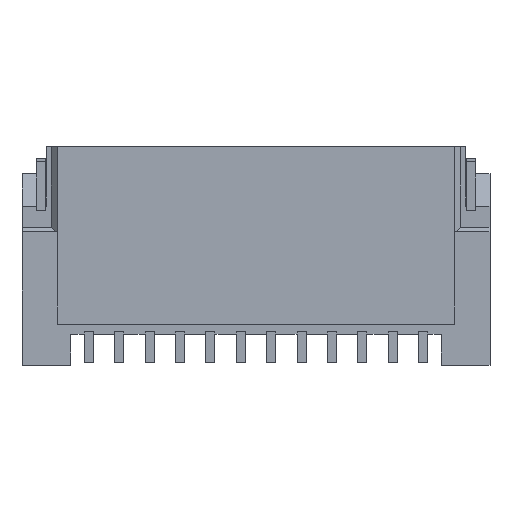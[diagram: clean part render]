
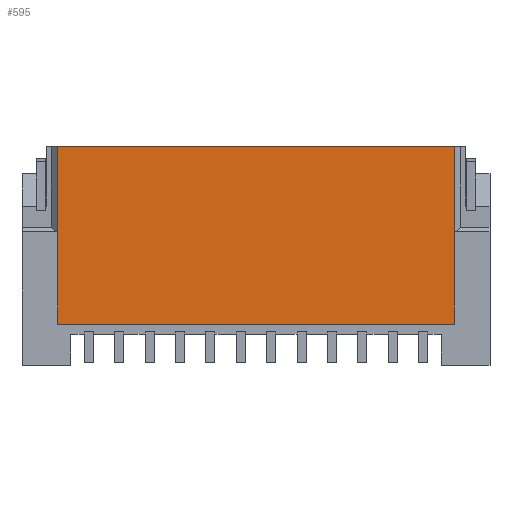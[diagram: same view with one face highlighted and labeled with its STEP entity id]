
A CAD part, front view. The second image highlights one B-rep face of the part: STEP entity #595.
In plain terms, the highlighted planar face has unit normal (0, -1, 0).
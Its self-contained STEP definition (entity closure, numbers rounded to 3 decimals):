
#595=ADVANCED_FACE('',(#1730),#1731,.T.);
#1730=FACE_OUTER_BOUND('',#2907,.T.);
#1731=PLANE('',#2908);
#2907=EDGE_LOOP('',(#7266,#7267,#7268,#7269,#7270,#7271));
#2908=AXIS2_PLACEMENT_3D('',#7272,#7273,#7274);
#7266=ORIENTED_EDGE('',*,*,#9113,.F.);
#7267=ORIENTED_EDGE('',*,*,#8463,.F.);
#7268=ORIENTED_EDGE('',*,*,#9112,.T.);
#7269=ORIENTED_EDGE('',*,*,#9114,.F.);
#7270=ORIENTED_EDGE('',*,*,#9115,.F.);
#7271=ORIENTED_EDGE('',*,*,#9116,.T.);
#7272=CARTESIAN_POINT('',(-3.85,0.0,0.0));
#7273=DIRECTION('',(0.0,-1.0,0.0));
#7274=DIRECTION('',(0.0,0.0,-1.0));
#8463=EDGE_CURVE('',#10593,#10595,#10596,.T.);
#9112=EDGE_CURVE('',#10593,#11604,#11606,.T.);
#9113=EDGE_CURVE('',#10595,#11607,#11608,.T.);
#9114=EDGE_CURVE('',#11609,#11604,#11610,.T.);
#9115=EDGE_CURVE('',#11611,#11609,#11612,.T.);
#9116=EDGE_CURVE('',#11611,#11607,#11613,.T.);
#10593=VERTEX_POINT('',#13775);
#10595=VERTEX_POINT('',#13778);
#10596=LINE('',#13779,#13780);
#11604=VERTEX_POINT('',#15375);
#11606=LINE('',#15378,#15379);
#11607=VERTEX_POINT('',#15380);
#11608=LINE('',#15381,#15382);
#11609=VERTEX_POINT('',#15383);
#11610=LINE('',#15384,#15385);
#11611=VERTEX_POINT('',#15386);
#11612=LINE('',#15387,#15388);
#11613=LINE('',#15389,#15390);
#13775=CARTESIAN_POINT('',(-3.26,0.0,0.0));
#13778=CARTESIAN_POINT('',(3.26,0.0,0.0));
#13779=CARTESIAN_POINT('',(-3.26,0.0,0.0));
#13780=VECTOR('',#16317,6.52);
#15375=CARTESIAN_POINT('',(-3.26,0.0,-1.4));
#15378=CARTESIAN_POINT('',(-3.26,0.0,0.0));
#15379=VECTOR('',#17086,1.4);
#15380=CARTESIAN_POINT('',(3.26,0.0,-1.4));
#15381=CARTESIAN_POINT('',(3.26,0.0,0.0));
#15382=VECTOR('',#17087,1.4);
#15383=CARTESIAN_POINT('',(-3.26,0.0,-2.92));
#15384=CARTESIAN_POINT('',(-3.26,0.0,-2.92));
#15385=VECTOR('',#17088,1.52);
#15386=CARTESIAN_POINT('',(3.26,0.0,-2.92));
#15387=CARTESIAN_POINT('',(3.26,0.0,-2.92));
#15388=VECTOR('',#17089,6.52);
#15389=CARTESIAN_POINT('',(3.26,0.0,-2.92));
#15390=VECTOR('',#17090,1.52);
#16317=DIRECTION('',(1.0,0.0,0.0));
#17086=DIRECTION('',(0.0,0.0,-1.0));
#17087=DIRECTION('',(0.0,0.0,-1.0));
#17088=DIRECTION('',(0.0,0.0,1.0));
#17089=DIRECTION('',(-1.0,0.0,0.0));
#17090=DIRECTION('',(0.0,0.0,1.0));
